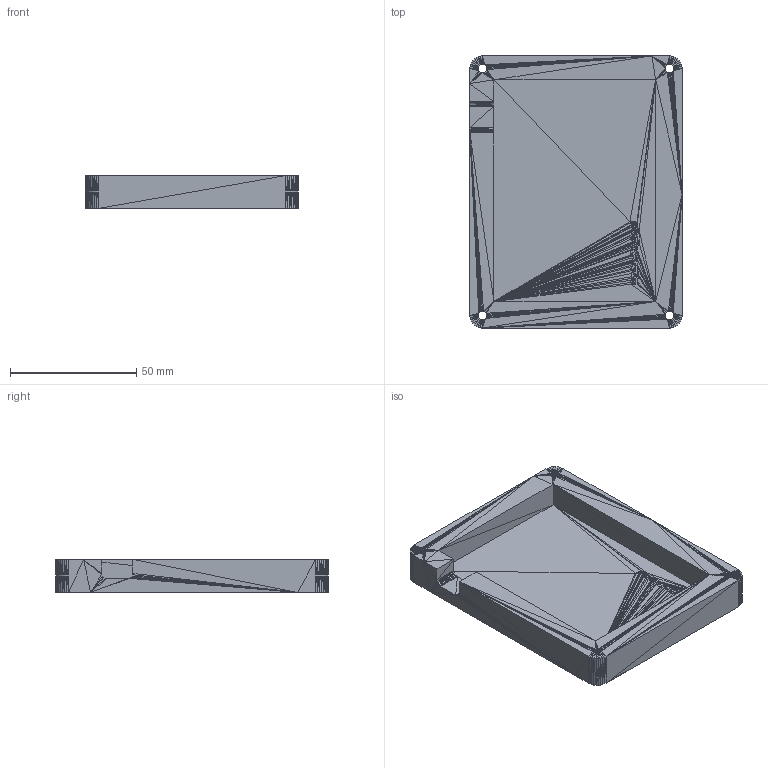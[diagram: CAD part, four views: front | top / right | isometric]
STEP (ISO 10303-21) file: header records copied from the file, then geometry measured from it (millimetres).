
FILE_DESCRIPTION((''),'2;1');
FILE_NAME('Stunning Hango-Wluff', '2025-12-01T14:12:01', (''), (''), 'ImageToStl.com STEP Converter','', '');
FILE_SCHEMA(('AUTOMOTIVE_DESIGN_CC2'));
Length unit declared in the file: metre
Products named in the file (1): product0
Bounding box: 84 x 107.7 x 13 mm (x, y, z)
Surface area: 26608.4 mm2 (no closed solid volume)
Topology: 0 solids, 2434 shells, 2434 faces, 7302 edges, 1202 vertices
Faces by surface type: plane 2434
Entity records: 55980 total; most frequent: DIRECTION 12172, ORIENTED_EDGE 7302, EDGE_CURVE 7302, LINE 7302, VECTOR 7302, AXIS2_PLACEMENT_3D 2435, FACE_SURFACE 2434, PLANE 2434
